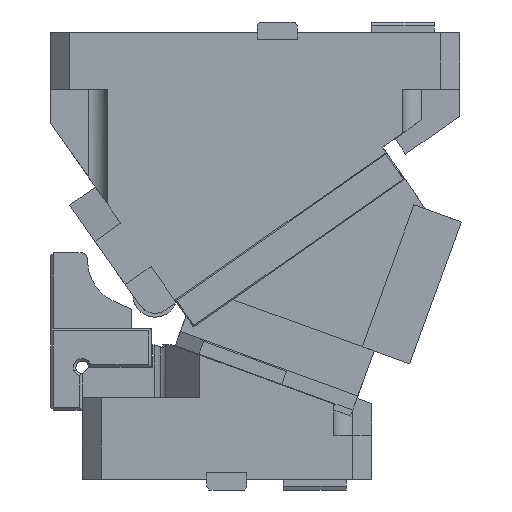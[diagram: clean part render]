
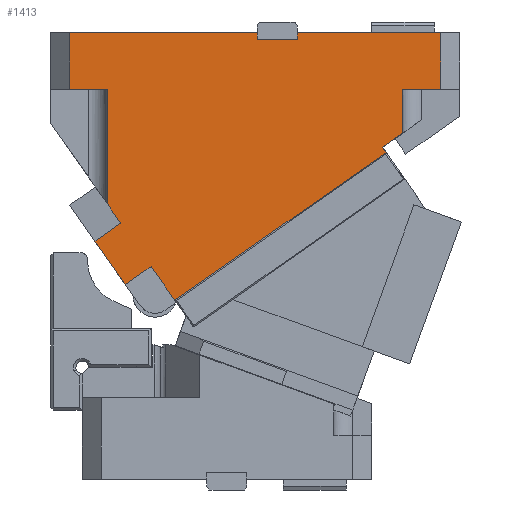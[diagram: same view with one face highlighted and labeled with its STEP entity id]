
A CAD part, front view. The second image highlights one B-rep face of the part: STEP entity #1413.
In plain terms, the highlighted planar face has unit normal (0, -1, 0).
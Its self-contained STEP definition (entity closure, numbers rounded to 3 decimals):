
#230=CARTESIAN_POINT('Vertex',(-10.,-45.,355.)) ;
#233=CARTESIAN_POINT('Line Origine',(64.5,-45.,355.)) ;
#237=CARTESIAN_POINT('Vertex',(139.,-45.,355.)) ;
#324=CARTESIAN_POINT('Vertex',(171.,-45.,355.)) ;
#327=CARTESIAN_POINT('Line Origine',(228.,-45.,355.)) ;
#331=CARTESIAN_POINT('Vertex',(285.,-45.,355.)) ;
#1264=CARTESIAN_POINT('Vertex',(-10.,-45.,310.)) ;
#1267=CARTESIAN_POINT('Line Origine',(-10.,-45.,332.5)) ;
#1279=CARTESIAN_POINT('Axis2P3D Location',(137.5,-45.,248.609)) ;
#1284=CARTESIAN_POINT('Line Origine',(285.,-45.,332.5)) ;
#1288=CARTESIAN_POINT('Vertex',(285.,-45.,310.)) ;
#1291=CARTESIAN_POINT('Line Origine',(171.,-45.,352.25)) ;
#1295=CARTESIAN_POINT('Vertex',(171.,-45.,349.5)) ;
#1298=CARTESIAN_POINT('Line Origine',(155.,-45.,349.5)) ;
#1302=CARTESIAN_POINT('Vertex',(139.,-45.,349.5)) ;
#1305=CARTESIAN_POINT('Line Origine',(139.,-45.,352.25)) ;
#1310=CARTESIAN_POINT('Line Origine',(5.,-45.,310.)) ;
#1314=CARTESIAN_POINT('Vertex',(20.,-45.,310.)) ;
#1317=CARTESIAN_POINT('Line Origine',(20.,-45.,264.434)) ;
#1321=CARTESIAN_POINT('Vertex',(20.,-45.,218.868)) ;
#1324=CARTESIAN_POINT('Line Origine',(25.327,-45.,211.261)) ;
#1328=CARTESIAN_POINT('Vertex',(30.653,-45.,203.654)) ;
#1331=CARTESIAN_POINT('Line Origine',(20.414,-45.,196.484)) ;
#1335=CARTESIAN_POINT('Vertex',(10.174,-45.,189.314)) ;
#1338=CARTESIAN_POINT('Line Origine',(22.237,-45.,172.086)) ;
#1342=CARTESIAN_POINT('Vertex',(34.301,-45.,154.858)) ;
#1345=CARTESIAN_POINT('Line Origine',(44.54,-45.,162.028)) ;
#1349=CARTESIAN_POINT('Vertex',(54.78,-45.,169.198)) ;
#1352=CARTESIAN_POINT('Line Origine',(64.225,-45.,155.708)) ;
#1356=CARTESIAN_POINT('Vertex',(73.671,-45.,142.218)) ;
#1359=CARTESIAN_POINT('Line Origine',(157.634,-45.,201.01)) ;
#1363=CARTESIAN_POINT('Vertex',(241.597,-45.,259.801)) ;
#1366=CARTESIAN_POINT('Line Origine',(240.163,-45.,261.849)) ;
#1370=CARTESIAN_POINT('Vertex',(238.729,-45.,263.897)) ;
#1373=CARTESIAN_POINT('Line Origine',(246.865,-45.,269.594)) ;
#1377=CARTESIAN_POINT('Vertex',(255.,-45.,275.29)) ;
#1380=CARTESIAN_POINT('Line Origine',(255.,-45.,292.645)) ;
#1384=CARTESIAN_POINT('Vertex',(255.,-45.,310.)) ;
#1387=CARTESIAN_POINT('Line Origine',(270.,-45.,310.)) ;
#234=DIRECTION('Vector Direction',(1.,0.,0.)) ;
#328=DIRECTION('Vector Direction',(1.,0.,0.)) ;
#1268=DIRECTION('Vector Direction',(0.,0.,-1.)) ;
#1280=DIRECTION('Axis2P3D Direction',(0.,1.,0.)) ;
#1281=DIRECTION('Axis2P3D XDirection',(-1.,0.,0.)) ;
#1285=DIRECTION('Vector Direction',(0.,0.,1.)) ;
#1292=DIRECTION('Vector Direction',(0.,0.,1.)) ;
#1299=DIRECTION('Vector Direction',(1.,0.,0.)) ;
#1306=DIRECTION('Vector Direction',(0.,0.,1.)) ;
#1311=DIRECTION('Vector Direction',(1.,0.,0.)) ;
#1318=DIRECTION('Vector Direction',(0.,0.,1.)) ;
#1325=DIRECTION('Vector Direction',(-0.574,0.,0.819)) ;
#1332=DIRECTION('Vector Direction',(-0.819,0.,-0.574)) ;
#1339=DIRECTION('Vector Direction',(-0.574,0.,0.819)) ;
#1346=DIRECTION('Vector Direction',(-0.819,0.,-0.574)) ;
#1353=DIRECTION('Vector Direction',(-0.574,0.,0.819)) ;
#1360=DIRECTION('Vector Direction',(0.819,0.,0.574)) ;
#1367=DIRECTION('Vector Direction',(-0.574,0.,0.819)) ;
#1374=DIRECTION('Vector Direction',(0.819,0.,0.574)) ;
#1381=DIRECTION('Vector Direction',(0.,0.,-1.)) ;
#1388=DIRECTION('Vector Direction',(-1.,0.,0.)) ;
#1282=AXIS2_PLACEMENT_3D('Plane Axis2P3D',#1279,#1280,#1281) ;
#1393=ORIENTED_EDGE('',*,*,#1290,.F.) ;
#1394=ORIENTED_EDGE('',*,*,#333,.F.) ;
#1395=ORIENTED_EDGE('',*,*,#1297,.F.) ;
#1396=ORIENTED_EDGE('',*,*,#1304,.F.) ;
#1397=ORIENTED_EDGE('',*,*,#1309,.T.) ;
#1398=ORIENTED_EDGE('',*,*,#239,.F.) ;
#1399=ORIENTED_EDGE('',*,*,#1271,.T.) ;
#1400=ORIENTED_EDGE('',*,*,#1316,.F.) ;
#1401=ORIENTED_EDGE('',*,*,#1323,.T.) ;
#1402=ORIENTED_EDGE('',*,*,#1330,.F.) ;
#1403=ORIENTED_EDGE('',*,*,#1337,.T.) ;
#1404=ORIENTED_EDGE('',*,*,#1344,.F.) ;
#1405=ORIENTED_EDGE('',*,*,#1351,.F.) ;
#1406=ORIENTED_EDGE('',*,*,#1358,.F.) ;
#1407=ORIENTED_EDGE('',*,*,#1365,.T.) ;
#1408=ORIENTED_EDGE('',*,*,#1372,.T.) ;
#1409=ORIENTED_EDGE('',*,*,#1379,.T.) ;
#1410=ORIENTED_EDGE('',*,*,#1386,.F.) ;
#1411=ORIENTED_EDGE('',*,*,#1391,.F.) ;
#235=VECTOR('Line Direction',#234,1.) ;
#329=VECTOR('Line Direction',#328,1.) ;
#1269=VECTOR('Line Direction',#1268,1.) ;
#1286=VECTOR('Line Direction',#1285,1.) ;
#1293=VECTOR('Line Direction',#1292,1.) ;
#1300=VECTOR('Line Direction',#1299,1.) ;
#1307=VECTOR('Line Direction',#1306,1.) ;
#1312=VECTOR('Line Direction',#1311,1.) ;
#1319=VECTOR('Line Direction',#1318,1.) ;
#1326=VECTOR('Line Direction',#1325,1.) ;
#1333=VECTOR('Line Direction',#1332,1.) ;
#1340=VECTOR('Line Direction',#1339,1.) ;
#1347=VECTOR('Line Direction',#1346,1.) ;
#1354=VECTOR('Line Direction',#1353,1.) ;
#1361=VECTOR('Line Direction',#1360,1.) ;
#1368=VECTOR('Line Direction',#1367,1.) ;
#1375=VECTOR('Line Direction',#1374,1.) ;
#1382=VECTOR('Line Direction',#1381,1.) ;
#1389=VECTOR('Line Direction',#1388,1.) ;
#1413=ADVANCED_FACE('CAM HOLDER',(#1412),#1283,.F.) ;
#239=EDGE_CURVE('',#231,#238,#236,.T.) ;
#333=EDGE_CURVE('',#325,#332,#330,.T.) ;
#1271=EDGE_CURVE('',#231,#1265,#1270,.T.) ;
#1290=EDGE_CURVE('',#332,#1289,#1287,.F.) ;
#1297=EDGE_CURVE('',#1296,#325,#1294,.T.) ;
#1304=EDGE_CURVE('',#1303,#1296,#1301,.T.) ;
#1309=EDGE_CURVE('',#1303,#238,#1308,.T.) ;
#1316=EDGE_CURVE('',#1315,#1265,#1313,.F.) ;
#1323=EDGE_CURVE('',#1315,#1322,#1320,.F.) ;
#1330=EDGE_CURVE('',#1329,#1322,#1327,.T.) ;
#1337=EDGE_CURVE('',#1329,#1336,#1334,.T.) ;
#1344=EDGE_CURVE('',#1343,#1336,#1341,.T.) ;
#1351=EDGE_CURVE('',#1350,#1343,#1348,.T.) ;
#1358=EDGE_CURVE('',#1357,#1350,#1355,.T.) ;
#1365=EDGE_CURVE('',#1357,#1364,#1362,.T.) ;
#1372=EDGE_CURVE('',#1364,#1371,#1369,.T.) ;
#1379=EDGE_CURVE('',#1371,#1378,#1376,.T.) ;
#1386=EDGE_CURVE('',#1385,#1378,#1383,.T.) ;
#1391=EDGE_CURVE('',#1289,#1385,#1390,.T.) ;
#1392=EDGE_LOOP('',(#1393,#1394,#1395,#1396,#1397,#1398,#1399,#1400,#1401,#1402,#1403,#1404,#1405,#1406,#1407,#1408,#1409,#1410,#1411)) ;
#1412=FACE_OUTER_BOUND('',#1392,.T.) ;
#236=LINE('Line',#233,#235) ;
#330=LINE('Line',#327,#329) ;
#1270=LINE('Line',#1267,#1269) ;
#1287=LINE('Line',#1284,#1286) ;
#1294=LINE('Line',#1291,#1293) ;
#1301=LINE('Line',#1298,#1300) ;
#1308=LINE('Line',#1305,#1307) ;
#1313=LINE('Line',#1310,#1312) ;
#1320=LINE('Line',#1317,#1319) ;
#1327=LINE('Line',#1324,#1326) ;
#1334=LINE('Line',#1331,#1333) ;
#1341=LINE('Line',#1338,#1340) ;
#1348=LINE('Line',#1345,#1347) ;
#1355=LINE('Line',#1352,#1354) ;
#1362=LINE('Line',#1359,#1361) ;
#1369=LINE('Line',#1366,#1368) ;
#1376=LINE('Line',#1373,#1375) ;
#1383=LINE('Line',#1380,#1382) ;
#1390=LINE('Line',#1387,#1389) ;
#1283=PLANE('Plane',#1282) ;
#231=VERTEX_POINT('',#230) ;
#238=VERTEX_POINT('',#237) ;
#325=VERTEX_POINT('',#324) ;
#332=VERTEX_POINT('',#331) ;
#1265=VERTEX_POINT('',#1264) ;
#1289=VERTEX_POINT('',#1288) ;
#1296=VERTEX_POINT('',#1295) ;
#1303=VERTEX_POINT('',#1302) ;
#1315=VERTEX_POINT('',#1314) ;
#1322=VERTEX_POINT('',#1321) ;
#1329=VERTEX_POINT('',#1328) ;
#1336=VERTEX_POINT('',#1335) ;
#1343=VERTEX_POINT('',#1342) ;
#1350=VERTEX_POINT('',#1349) ;
#1357=VERTEX_POINT('',#1356) ;
#1364=VERTEX_POINT('',#1363) ;
#1371=VERTEX_POINT('',#1370) ;
#1378=VERTEX_POINT('',#1377) ;
#1385=VERTEX_POINT('',#1384) ;
